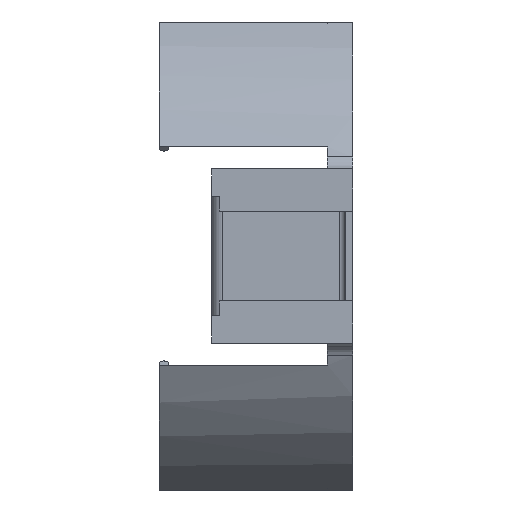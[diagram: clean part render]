
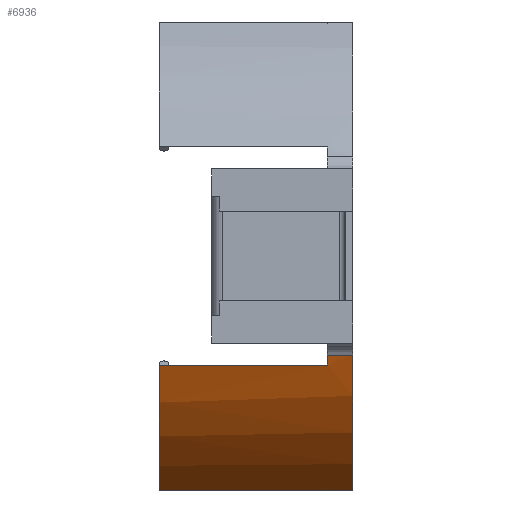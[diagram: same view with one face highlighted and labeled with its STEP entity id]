
A CAD part, left-side view. The second image highlights one B-rep face of the part: STEP entity #6936.
In plain terms, the highlighted cylindrical face has radius 13.85 mm (diameter 27.7 mm), a partial arc.
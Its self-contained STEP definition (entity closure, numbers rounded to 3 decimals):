
#135 = EDGE_CURVE ( 'NONE', #2601, #963, #2138, .T. ) ;
#142 = VERTEX_POINT ( 'NONE', #2429 ) ;
#303 = ORIENTED_EDGE ( 'NONE', *, *, #135, .F. ) ;
#386 = DIRECTION ( 'NONE',  ( 0., -1., 0. ) ) ;
#568 = DIRECTION ( 'NONE',  ( 0., -1., 0. ) ) ;
#585 = CARTESIAN_POINT ( 'NONE',  ( -12.88, 0., -5.092 ) ) ;
#792 = DIRECTION ( 'NONE',  ( 0., -1., 0. ) ) ;
#963 = VERTEX_POINT ( 'NONE', #1588 ) ;
#1030 = DIRECTION ( 'NONE',  ( 0., 1., 0. ) ) ;
#1101 = DIRECTION ( 'NONE',  ( 0., 0., 1. ) ) ;
#1200 = AXIS2_PLACEMENT_3D ( 'NONE', #6396, #568, #5745 ) ;
#1218 = EDGE_LOOP ( 'NONE', ( #3310, #4313, #303, #6168, #6323, #1290, #2177 ) ) ;
#1290 = ORIENTED_EDGE ( 'NONE', *, *, #7920, .T. ) ;
#1358 = CARTESIAN_POINT ( 'NONE',  ( -12.674, 29.082, -5.585 ) ) ;
#1467 = AXIS2_PLACEMENT_3D ( 'NONE', #6349, #1030, #5584 ) ;
#1588 = CARTESIAN_POINT ( 'NONE',  ( -12.88, 1.3, -5.092 ) ) ;
#1665 = CARTESIAN_POINT ( 'NONE',  ( -6.941, 9.92, -11.985 ) ) ;
#1769 = EDGE_CURVE ( 'NONE', #963, #5442, #5100, .T. ) ;
#1905 = LINE ( 'NONE', #1358, #4838 ) ;
#2102 = VERTEX_POINT ( 'NONE', #1665 ) ;
#2138 = CIRCLE ( 'NONE', #1467, 13.85 ) ;
#2177 = ORIENTED_EDGE ( 'NONE', *, *, #6693, .T. ) ;
#2360 = CARTESIAN_POINT ( 'NONE',  ( 0., 9.92, 0. ) ) ;
#2429 = CARTESIAN_POINT ( 'NONE',  ( -12.674, 9.92, -5.585 ) ) ;
#2432 = CYLINDRICAL_SURFACE ( 'NONE', #1200, 13.85 ) ;
#2601 = VERTEX_POINT ( 'NONE', #8071 ) ;
#2732 = LINE ( 'NONE', #7969, #6645 ) ;
#3038 = AXIS2_PLACEMENT_3D ( 'NONE', #2360, #4202, #1101 ) ;
#3066 = CARTESIAN_POINT ( 'NONE',  ( -6.941, 0., -11.985 ) ) ;
#3268 = CARTESIAN_POINT ( 'NONE',  ( 0., 0., 0. ) ) ;
#3310 = ORIENTED_EDGE ( 'NONE', *, *, #3497, .T. ) ;
#3317 = VECTOR ( 'NONE', #386, 1000. ) ;
#3483 = VECTOR ( 'NONE', #792, 1000. ) ;
#3497 = EDGE_CURVE ( 'NONE', #8042, #5442, #7721, .T. ) ;
#3571 = CARTESIAN_POINT ( 'NONE',  ( -6.941, 1.3, -11.985 ) ) ;
#3618 = FACE_OUTER_BOUND ( 'NONE', #1218, .T. ) ;
#3906 = CARTESIAN_POINT ( 'NONE',  ( -6.941, 1.3, -11.985 ) ) ;
#3956 = DIRECTION ( 'NONE',  ( 0., 1., 0. ) ) ;
#4102 = DIRECTION ( 'NONE',  ( 0., -1., 0. ) ) ;
#4202 = DIRECTION ( 'NONE',  ( 0., 1., 0. ) ) ;
#4313 = ORIENTED_EDGE ( 'NONE', *, *, #1769, .F. ) ;
#4593 = DIRECTION ( 'NONE',  ( 0., 0., 1. ) ) ;
#4838 = VECTOR ( 'NONE', #6996, 1000. ) ;
#4868 = AXIS2_PLACEMENT_3D ( 'NONE', #3268, #3956, #4593 ) ;
#4993 = VERTEX_POINT ( 'NONE', #3906 ) ;
#5100 = LINE ( 'NONE', #6966, #3317 ) ;
#5442 = VERTEX_POINT ( 'NONE', #585 ) ;
#5495 = EDGE_CURVE ( 'NONE', #142, #2601, #1905, .T. ) ;
#5584 = DIRECTION ( 'NONE',  ( 0., 0., 1. ) ) ;
#5631 = CIRCLE ( 'NONE', #3038, 13.85 ) ;
#5745 = DIRECTION ( 'NONE',  ( 0., 0., -1. ) ) ;
#5935 = LINE ( 'NONE', #3571, #3483 ) ;
#6168 = ORIENTED_EDGE ( 'NONE', *, *, #5495, .F. ) ;
#6323 = ORIENTED_EDGE ( 'NONE', *, *, #6482, .F. ) ;
#6349 = CARTESIAN_POINT ( 'NONE',  ( 0., 1.3, 0. ) ) ;
#6396 = CARTESIAN_POINT ( 'NONE',  ( 0., 1.3, 0. ) ) ;
#6482 = EDGE_CURVE ( 'NONE', #2102, #142, #5631, .T. ) ;
#6645 = VECTOR ( 'NONE', #4102, 1000. ) ;
#6693 = EDGE_CURVE ( 'NONE', #4993, #8042, #5935, .T. ) ;
#6936 = ADVANCED_FACE ( 'NONE', ( #3618 ), #2432, .T. ) ;
#6966 = CARTESIAN_POINT ( 'NONE',  ( -12.88, 1.3, -5.092 ) ) ;
#6996 = DIRECTION ( 'NONE',  ( 0., -1., 0. ) ) ;
#7721 = CIRCLE ( 'NONE', #4868, 13.85 ) ;
#7920 = EDGE_CURVE ( 'NONE', #2102, #4993, #2732, .T. ) ;
#7969 = CARTESIAN_POINT ( 'NONE',  ( -6.941, 29.082, -11.985 ) ) ;
#8042 = VERTEX_POINT ( 'NONE', #3066 ) ;
#8071 = CARTESIAN_POINT ( 'NONE',  ( -12.674, 1.3, -5.585 ) ) ;
